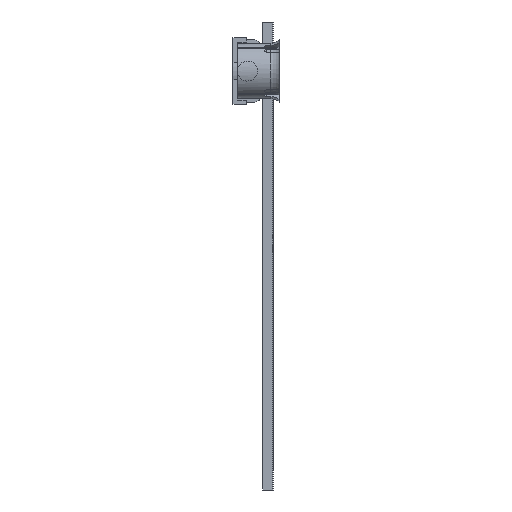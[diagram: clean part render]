
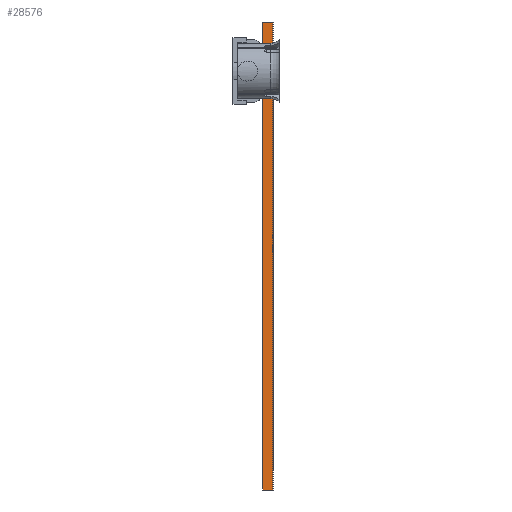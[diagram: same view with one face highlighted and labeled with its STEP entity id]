
A CAD part, left-side view. The second image highlights one B-rep face of the part: STEP entity #28576.
In plain terms, the highlighted planar face has unit normal (-1, 0, 0).
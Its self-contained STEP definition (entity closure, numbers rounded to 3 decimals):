
#1123 = LINE ( 'NONE', #27772, #33123 ) ;
#1591 = AXIS2_PLACEMENT_3D ( 'NONE', #19829, #9735, #13337 ) ;
#3009 = EDGE_CURVE ( 'NONE', #9715, #16647, #37098, .T. ) ;
#4209 = ORIENTED_EDGE ( 'NONE', *, *, #18633, .T. ) ;
#8940 = ORIENTED_EDGE ( 'NONE', *, *, #16721, .T. ) ;
#9299 = EDGE_CURVE ( 'NONE', #16647, #21754, #40745, .T. ) ;
#9715 = VERTEX_POINT ( 'NONE', #26965 ) ;
#9735 = DIRECTION ( 'NONE',  ( 1., 0., 0. ) ) ;
#10018 = PLANE ( 'NONE',  #1591 ) ;
#13337 = DIRECTION ( 'NONE',  ( 0., 0., -1. ) ) ;
#16647 = VERTEX_POINT ( 'NONE', #17152 ) ;
#16721 = EDGE_CURVE ( 'NONE', #9715, #40602, #1123, .T. ) ;
#17152 = CARTESIAN_POINT ( 'NONE',  ( 317.115, 2.638, 106.56 ) ) ;
#18633 = EDGE_CURVE ( 'NONE', #40602, #21754, #42256, .T. ) ;
#19312 = DIRECTION ( 'NONE',  ( 0., 0., -1. ) ) ;
#19497 = CARTESIAN_POINT ( 'NONE',  ( 317.115, 2.638, 106.56 ) ) ;
#19829 = CARTESIAN_POINT ( 'NONE',  ( 317.115, 2.638, 127.56 ) ) ;
#20912 = CARTESIAN_POINT ( 'NONE',  ( 317.115, 2.638, 127.56 ) ) ;
#21622 = FACE_OUTER_BOUND ( 'NONE', #21713, .T. ) ;
#21713 = EDGE_LOOP ( 'NONE', ( #4209, #38659, #32333, #8940 ) ) ;
#21754 = VERTEX_POINT ( 'NONE', #34678 ) ;
#26965 = CARTESIAN_POINT ( 'NONE',  ( 317.115, 2.638, 127.56 ) ) ;
#27772 = CARTESIAN_POINT ( 'NONE',  ( 317.115, 2.638, 127.56 ) ) ;
#28248 = VECTOR ( 'NONE', #31151, 1000. ) ;
#28265 = VECTOR ( 'NONE', #29454, 1000. ) ;
#28576 = ADVANCED_FACE ( 'NONE', ( #21622 ), #10018, .F. ) ;
#29454 = DIRECTION ( 'NONE',  ( 0., 1., 0. ) ) ;
#30325 = VECTOR ( 'NONE', #19312, 1000. ) ;
#31151 = DIRECTION ( 'NONE',  ( 0., 0., -1. ) ) ;
#32333 = ORIENTED_EDGE ( 'NONE', *, *, #3009, .F. ) ;
#33123 = VECTOR ( 'NONE', #34267, 1000. ) ;
#34267 = DIRECTION ( 'NONE',  ( 0., 1., 0. ) ) ;
#34678 = CARTESIAN_POINT ( 'NONE',  ( 317.115, 3.098, 106.56 ) ) ;
#36107 = CARTESIAN_POINT ( 'NONE',  ( 317.115, 3.098, 127.56 ) ) ;
#37098 = LINE ( 'NONE', #20912, #28248 ) ;
#38659 = ORIENTED_EDGE ( 'NONE', *, *, #9299, .F. ) ;
#39121 = CARTESIAN_POINT ( 'NONE',  ( 317.115, 3.098, 127.56 ) ) ;
#40602 = VERTEX_POINT ( 'NONE', #36107 ) ;
#40745 = LINE ( 'NONE', #19497, #28265 ) ;
#42256 = LINE ( 'NONE', #39121, #30325 ) ;
